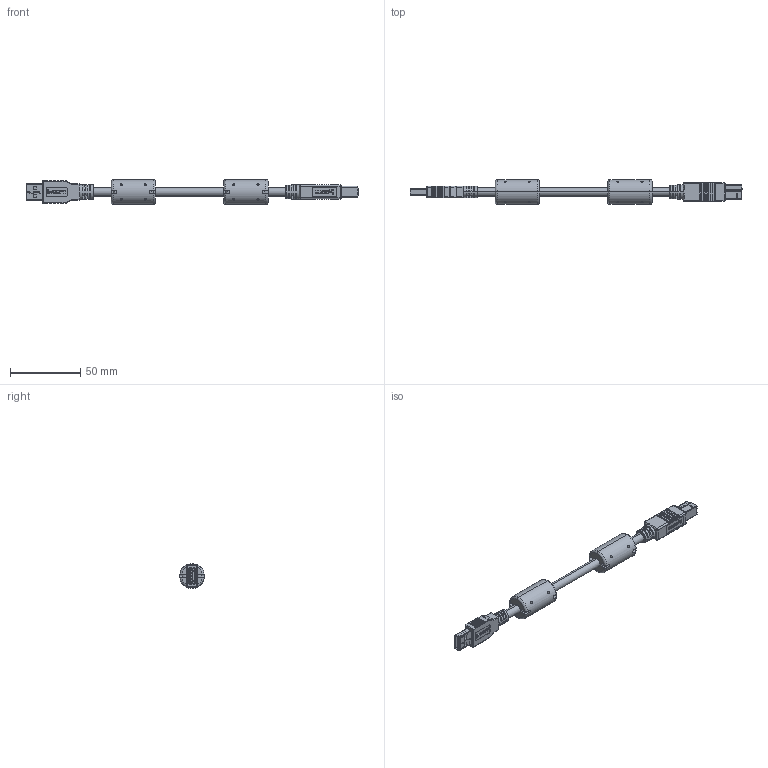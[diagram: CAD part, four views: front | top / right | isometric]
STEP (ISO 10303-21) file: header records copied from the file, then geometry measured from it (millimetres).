
FILE_DESCRIPTION (( 'STEP AP214' ), '1' );
FILE_NAME ('U3A00074_3D.STEP', '2020-04-02T22:27:09', ( '' ), ( '' ), 'SwSTEP 2.0', 'SolidWorks 2018', '' );
FILE_SCHEMA (( 'AUTOMOTIVE_DESIGN' ));
Length unit declared in the file: inch
Products named in the file (19): 1AL08-429; MTN-598_OD6.2MM; U3A00074_3D; MTN-594_OD6.2mm; MTN-593; 1AM07-032___; 1AA05-046-MA2_Without Crimp; MTN-594_6.2MM OD; MTN-597; 1AA05-046-MA3; 1AA05-075-MA1___; 1AA05-046-MA1; 1AA05-075-MA2___; MTN-286___; 1AA05-075-MA3_SR CRIMPED; MTN-286_1AM07-032 FERRITE
Assembly tree (19 placements, depth 4):
  U3A00074_3D
    1AL08-429
    MTN-594_OD6.2mm
      MTN-593
        1AA05-046-MA3
        MTN-593
      1AA05-046-MA1
      1AA05-046-MA2_Without Crimp
      MTN-594_6.2MM OD
    MTN-598_OD6.2MM
      MTN-597
        1AA05-075-MA1___
        MTN-597
      1AA05-075-MA2___
      1AA05-075-MA3_SR CRIMPED
      MTN-598_OD6.2MM
    MTN-286_1AM07-032 FERRITE  x2
      MTN-286___
      1AM07-032___
Bounding box: 236.3 x 17.7 x 17.7 mm (x, y, z)
Volume: 27971.6 mm3; surface area: 27444 mm2
Topology: 39 solids, 39 shells, 2805 faces, 7527 edges, 4872 vertices
Faces by surface type: plane 1931, cylinder 542, bspline 230, torus 78, sphere 22, cone 2
Entity records: 101549 total; most frequent: CARTESIAN_POINT 27881, ORIENTED_EDGE 14614, DIRECTION 12769, EDGE_CURVE 7307, VECTOR 5473, LINE 5473, VERTEX_POINT 4748, AXIS2_PLACEMENT_3D 3648
